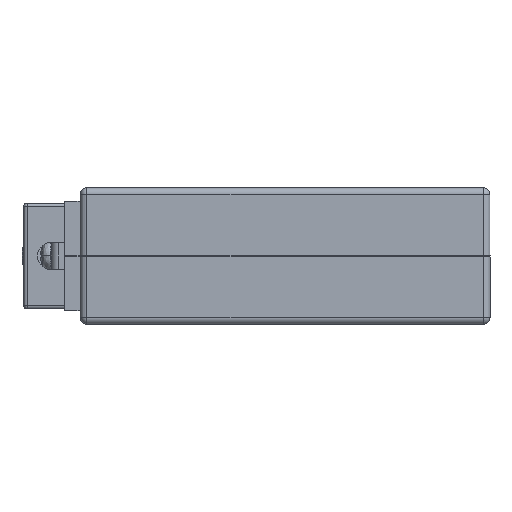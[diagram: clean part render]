
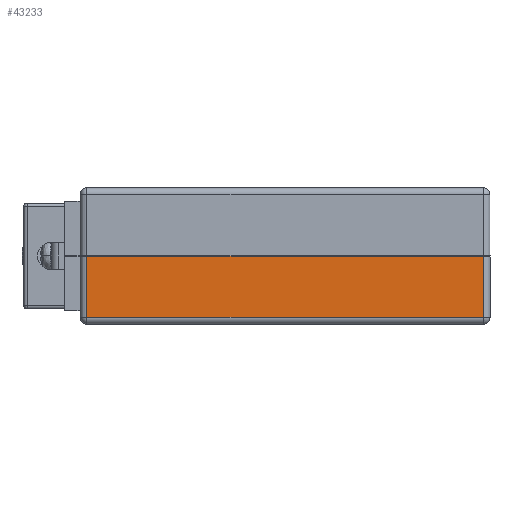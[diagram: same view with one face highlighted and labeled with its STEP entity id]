
A CAD part, left-side view. The second image highlights one B-rep face of the part: STEP entity #43233.
In plain terms, the highlighted planar face has unit normal (-1, 0, 0).
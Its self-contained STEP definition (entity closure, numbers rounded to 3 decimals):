
#1585 = ORIENTED_EDGE ( 'NONE', *, *, #16866, .T. ) ;
#4236 = DIRECTION ( 'NONE',  ( 1., 0., 0. ) ) ;
#5621 = DIRECTION ( 'NONE',  ( 0., -1., 0. ) ) ;
#6637 = LINE ( 'NONE', #14640, #12886 ) ;
#7494 = EDGE_LOOP ( 'NONE', ( #33209, #1585, #41419, #29211 ) ) ;
#8710 = CARTESIAN_POINT ( 'NONE',  ( -85., -58., 2. ) ) ;
#10341 = CARTESIAN_POINT ( 'NONE',  ( -85., 0., 2. ) ) ;
#10463 = DIRECTION ( 'NONE',  ( 0., 0., -1. ) ) ;
#10544 = VECTOR ( 'NONE', #10463, 1000. ) ;
#11323 = EDGE_CURVE ( 'NONE', #25922, #46886, #18717, .T. ) ;
#12746 = CARTESIAN_POINT ( 'NONE',  ( -85., 0., 20. ) ) ;
#12886 = VECTOR ( 'NONE', #5621, 1000. ) ;
#12892 = AXIS2_PLACEMENT_3D ( 'NONE', #12746, #4236, #19988 ) ;
#12953 = VERTEX_POINT ( 'NONE', #19873 ) ;
#14640 = CARTESIAN_POINT ( 'NONE',  ( -85., 0., 20. ) ) ;
#16866 = EDGE_CURVE ( 'NONE', #46886, #50407, #49604, .T. ) ;
#18717 = LINE ( 'NONE', #45861, #10544 ) ;
#19873 = CARTESIAN_POINT ( 'NONE',  ( -85., -58., 20. ) ) ;
#19988 = DIRECTION ( 'NONE',  ( 0., 0., -1. ) ) ;
#20075 = CARTESIAN_POINT ( 'NONE',  ( -85., -58., 20. ) ) ;
#20342 = LINE ( 'NONE', #20075, #42334 ) ;
#21463 = DIRECTION ( 'NONE',  ( 0., -1., 0. ) ) ;
#24759 = EDGE_CURVE ( 'NONE', #12953, #50407, #20342, .T. ) ;
#25922 = VERTEX_POINT ( 'NONE', #39978 ) ;
#29211 = ORIENTED_EDGE ( 'NONE', *, *, #46738, .F. ) ;
#32145 = PLANE ( 'NONE',  #12892 ) ;
#33209 = ORIENTED_EDGE ( 'NONE', *, *, #11323, .T. ) ;
#39163 = VECTOR ( 'NONE', #21463, 1000. ) ;
#39634 = FACE_OUTER_BOUND ( 'NONE', #7494, .T. ) ;
#39978 = CARTESIAN_POINT ( 'NONE',  ( -85., 58., 20. ) ) ;
#41419 = ORIENTED_EDGE ( 'NONE', *, *, #24759, .F. ) ;
#42334 = VECTOR ( 'NONE', #46972, 1000. ) ;
#43233 = ADVANCED_FACE ( 'NONE', ( #39634 ), #32145, .F. ) ;
#45861 = CARTESIAN_POINT ( 'NONE',  ( -85., 58., 20. ) ) ;
#46738 = EDGE_CURVE ( 'NONE', #25922, #12953, #6637, .T. ) ;
#46886 = VERTEX_POINT ( 'NONE', #51050 ) ;
#46972 = DIRECTION ( 'NONE',  ( 0., 0., -1. ) ) ;
#49604 = LINE ( 'NONE', #10341, #39163 ) ;
#50407 = VERTEX_POINT ( 'NONE', #8710 ) ;
#51050 = CARTESIAN_POINT ( 'NONE',  ( -85., 58., 2. ) ) ;
